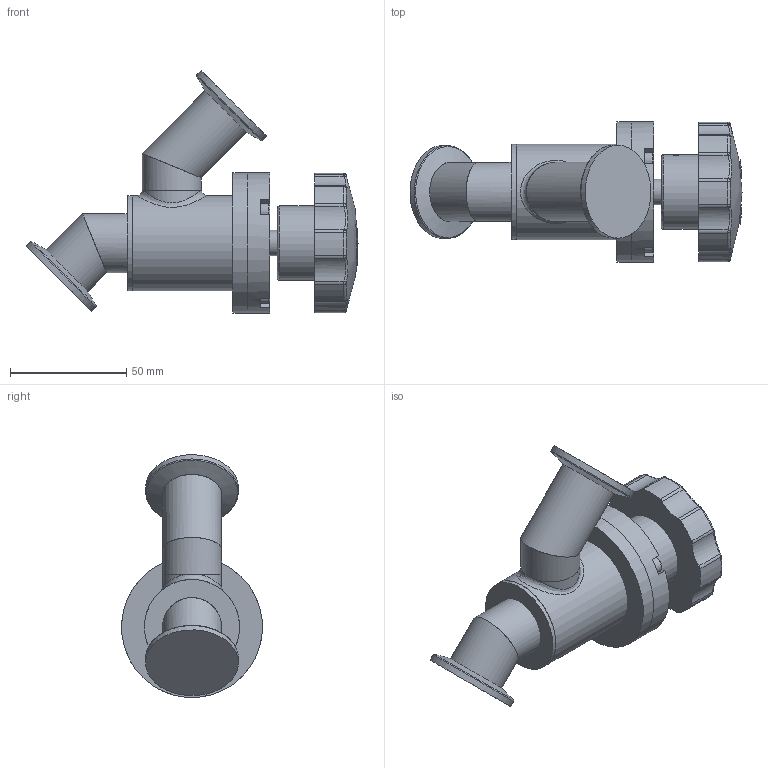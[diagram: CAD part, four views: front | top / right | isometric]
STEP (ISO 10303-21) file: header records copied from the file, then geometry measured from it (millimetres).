
FILE_DESCRIPTION(/* description */ (''),/* implementation_level */ '2;1');
FILE_NAME(/* name */ 'A2518YMXAVX00K0252_包膜.stp',/* time_stamp */ '2016-08-23T13:18:17+08:00',/* author */ ('raccy_lai'),/* organization */ (''),/* preprocessor_version */ 'ST-DEVELOPER v16.1',/* originating_system */ 'Autodesk Inventor 2016',/* authorisation */ '');
FILE_SCHEMA (('AUTOMOTIVE_DESIGN { 1 0 10303 214 3 1 1 }'));
Length unit declared in the file: millimetre
Products named in the file (1): A2518YMXAVX00K0252_包膜
Bounding box: 142.89 x 60.49 x 104.46 mm (x, y, z)
Surface area: 52152.7 mm2 (no closed solid volume)
Topology: 0 solids, 24 shells, 131 faces, 315 edges, 203 vertices
Faces by surface type: cylinder 54, plane 32, bspline 25, torus 15, sphere 3, cone 2
Full cylindrical faces by diameter (mm): 5.4 x2, 7 x4, 11 x1, 25.4 x4, 25.7 x2, 32 x1, 40 x2, 41 x2, 60.64 x2
Entity records: 5204 total; most frequent: CARTESIAN_POINT 2220, DIRECTION 592, ORIENTED_EDGE 507, EDGE_CURVE 281, AXIS2_PLACEMENT_3D 264, VERTEX_POINT 198, EDGE_LOOP 160, CIRCLE 153
